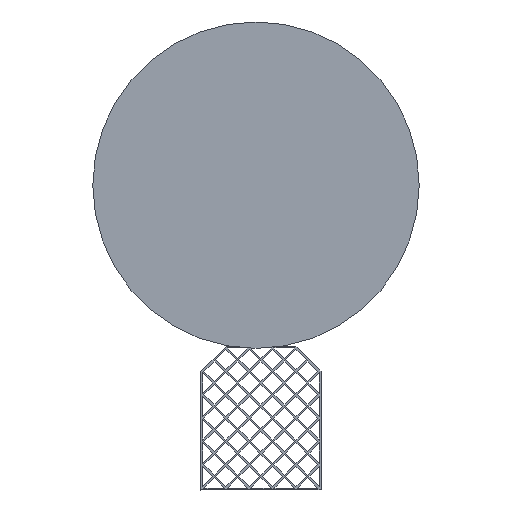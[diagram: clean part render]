
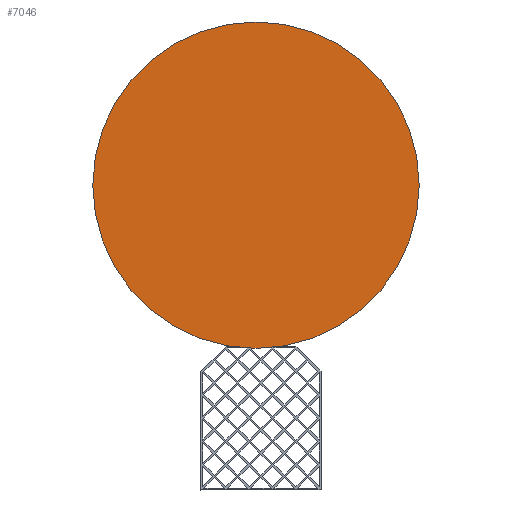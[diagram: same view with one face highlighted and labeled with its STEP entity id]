
A CAD part, front view. The second image highlights one B-rep face of the part: STEP entity #7046.
In plain terms, the highlighted planar face has unit normal (0, -1, 0).
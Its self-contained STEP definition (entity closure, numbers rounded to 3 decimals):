
#334 = DIRECTION ( 'NONE',  ( 0., 0., 1. ) ) ;
#505 = CARTESIAN_POINT ( 'NONE',  ( 33.269, -900.964, 266.866 ) ) ;
#576 = EDGE_LOOP ( 'NONE', ( #7619, #2494 ) ) ;
#900 = VERTEX_POINT ( 'NONE', #6026 ) ;
#1761 = CIRCLE ( 'NONE', #8622, 125. ) ;
#1815 = DIRECTION ( 'NONE',  ( 0., 0., 1. ) ) ;
#2494 = ORIENTED_EDGE ( 'NONE', *, *, #3810, .F. ) ;
#3193 = DIRECTION ( 'NONE',  ( 0., 0., 1. ) ) ;
#3810 = EDGE_CURVE ( 'NONE', #3999, #900, #4239, .T. ) ;
#3884 = CARTESIAN_POINT ( 'NONE',  ( 33.269, -900.964, 141.866 ) ) ;
#3999 = VERTEX_POINT ( 'NONE', #505 ) ;
#4239 = CIRCLE ( 'NONE', #9063, 125. ) ;
#5908 = DIRECTION ( 'NONE',  ( 0., 1., 0. ) ) ;
#5972 = DIRECTION ( 'NONE',  ( 0., 1., 0. ) ) ;
#6026 = CARTESIAN_POINT ( 'NONE',  ( 33.269, -900.964, 16.866 ) ) ;
#6051 = DIRECTION ( 'NONE',  ( 0., 1., 0. ) ) ;
#6054 = EDGE_CURVE ( 'NONE', #900, #3999, #1761, .T. ) ;
#6605 = PLANE ( 'NONE',  #7226 ) ;
#6665 = CARTESIAN_POINT ( 'NONE',  ( 33.269, -900.964, 141.866 ) ) ;
#7046 = ADVANCED_FACE ( 'NONE', ( #8373 ), #6605, .F. ) ;
#7188 = CARTESIAN_POINT ( 'NONE',  ( 33.269, -900.964, 141.866 ) ) ;
#7226 = AXIS2_PLACEMENT_3D ( 'NONE', #7188, #5908, #334 ) ;
#7619 = ORIENTED_EDGE ( 'NONE', *, *, #6054, .F. ) ;
#8373 = FACE_OUTER_BOUND ( 'NONE', #576, .T. ) ;
#8622 = AXIS2_PLACEMENT_3D ( 'NONE', #3884, #6051, #1815 ) ;
#9063 = AXIS2_PLACEMENT_3D ( 'NONE', #6665, #5972, #3193 ) ;
